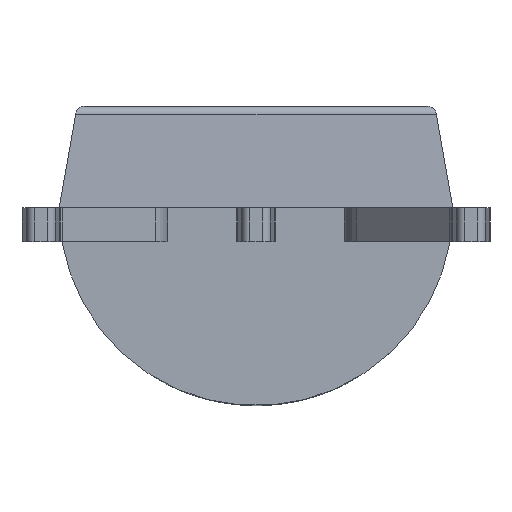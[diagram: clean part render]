
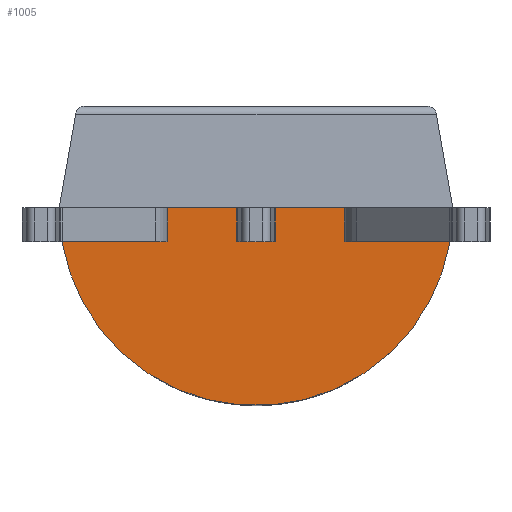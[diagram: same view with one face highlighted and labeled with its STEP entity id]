
A CAD part, front view. The second image highlights one B-rep face of the part: STEP entity #1005.
In plain terms, the highlighted planar face has unit normal (0, -1, 0).
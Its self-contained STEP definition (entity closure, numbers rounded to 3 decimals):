
#173 = CARTESIAN_POINT ( 'NONE',  ( -2.164, 3.44, 0.585 ) ) ;
#195 = VERTEX_POINT ( 'NONE', #1862 ) ;
#250 = AXIS2_PLACEMENT_3D ( 'NONE', #642, #999, #983 ) ;
#386 = CARTESIAN_POINT ( 'NONE',  ( 0., 3.44, 0.57 ) ) ;
#390 = ORIENTED_EDGE ( 'NONE', *, *, #1989, .T. ) ;
#565 = VECTOR ( 'NONE', #913, 1000. ) ;
#642 = CARTESIAN_POINT ( 'NONE',  ( 0., 3.44, 0. ) ) ;
#696 = FACE_OUTER_BOUND ( 'NONE', #1007, .T. ) ;
#707 = CARTESIAN_POINT ( 'NONE',  ( -2.38, 3.44, 0.585 ) ) ;
#719 = DIRECTION ( 'NONE',  ( 0., -1., 0. ) ) ;
#913 = DIRECTION ( 'NONE',  ( -1., 0., 0. ) ) ;
#983 = DIRECTION ( 'NONE',  ( 0., 0., 1. ) ) ;
#999 = DIRECTION ( 'NONE',  ( 0., 1., 0. ) ) ;
#1005 = ADVANCED_FACE ( 'NONE', ( #696 ), #1289, .F. ) ;
#1007 = EDGE_LOOP ( 'NONE', ( #2219, #390 ) ) ;
#1061 = DIRECTION ( 'NONE',  ( 0., 0., 1. ) ) ;
#1119 = VERTEX_POINT ( 'NONE', #707 ) ;
#1289 = PLANE ( 'NONE',  #250 ) ;
#1756 = EDGE_CURVE ( 'NONE', #1119, #195, #2041, .T. ) ;
#1862 = CARTESIAN_POINT ( 'NONE',  ( 2.38, 3.44, 0.585 ) ) ;
#1989 = EDGE_CURVE ( 'NONE', #195, #1119, #2105, .T. ) ;
#2041 = CIRCLE ( 'NONE', #2224, 2.38 ) ;
#2105 = LINE ( 'NONE', #173, #565 ) ;
#2219 = ORIENTED_EDGE ( 'NONE', *, *, #1756, .T. ) ;
#2224 = AXIS2_PLACEMENT_3D ( 'NONE', #386, #719, #1061 ) ;
